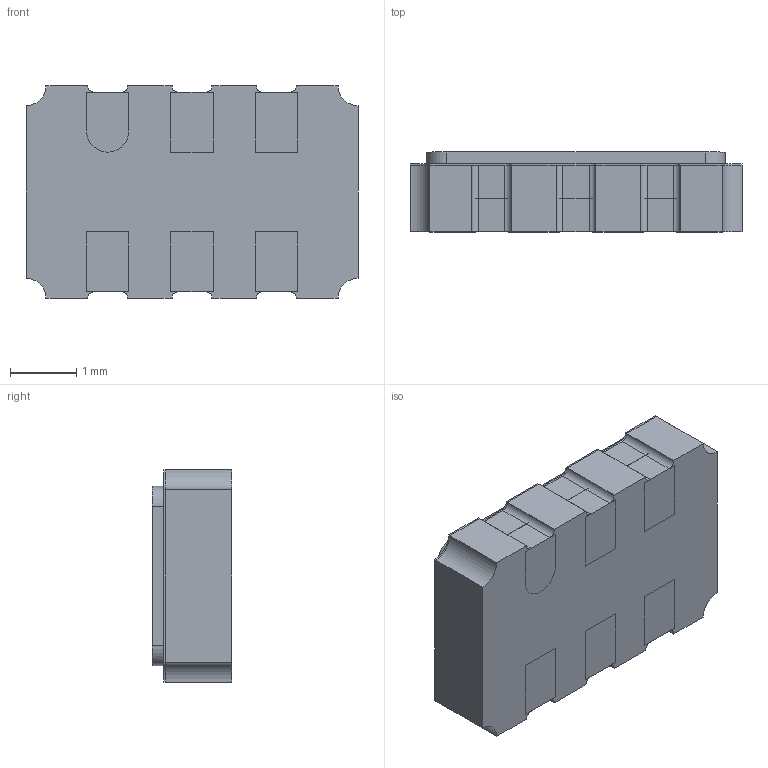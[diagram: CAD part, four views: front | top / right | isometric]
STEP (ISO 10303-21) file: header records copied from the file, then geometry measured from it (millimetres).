
FILE_DESCRIPTION (( 'STEP AP214' ), '1' );
FILE_NAME ('XLH536200.000000I.STEP', '2022-12-17T01:01:42', ( '' ), ( '' ), 'SwSTEP 2.0', 'SolidWorks 2021', '' );
FILE_SCHEMA (( 'AUTOMOTIVE_DESIGN' ));
Length unit declared in the file: millimetre
Products named in the file (1): XLH536200.000000I
Bounding box: 5 x 1.2 x 3.2 mm (x, y, z)
Volume: 17.9 mm3; surface area: 104.8 mm2
Topology: 10 solids, 10 shells, 167 faces, 426 edges, 280 vertices
Faces by surface type: plane 119, cylinder 48
Entity records: 5139 total; most frequent: CARTESIAN_POINT 874, DIRECTION 858, ORIENTED_EDGE 852, EDGE_CURVE 426, VECTOR 330, LINE 330, VERTEX_POINT 280, AXIS2_PLACEMENT_3D 264
